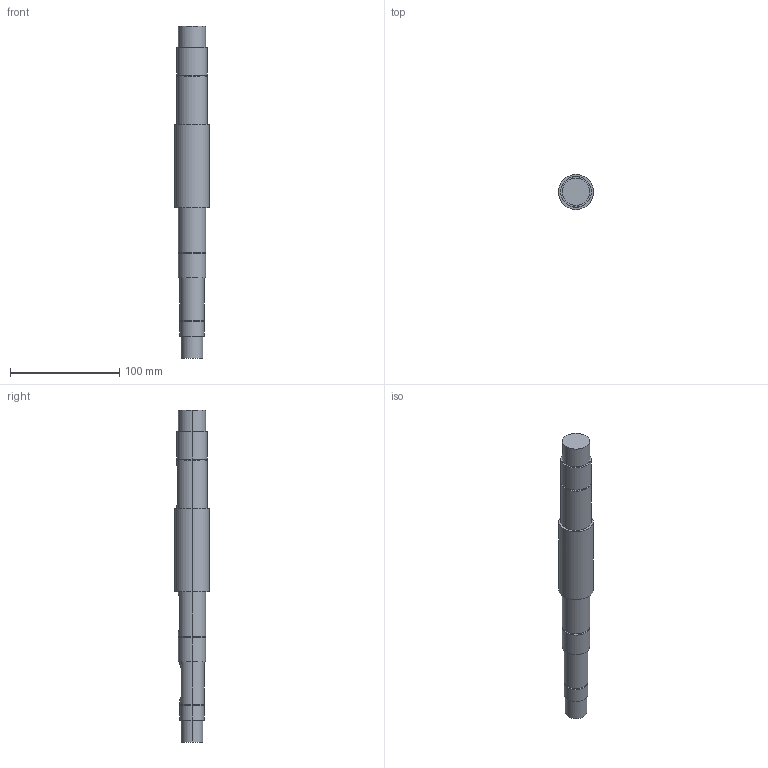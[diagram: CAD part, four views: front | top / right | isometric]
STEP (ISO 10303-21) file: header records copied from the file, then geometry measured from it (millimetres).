
FILE_DESCRIPTION (( 'STEP AP203' ), '1' );
FILE_NAME ('shaft2.STEP', '2022-12-31T18:27:56', ( '' ), ( '' ), 'SwSTEP 2.0', 'SolidWorks 2021', '' );
FILE_SCHEMA (( 'CONFIG_CONTROL_DESIGN' ));
Length unit declared in the file: millimetre
Products named in the file (1): shaft2
Bounding box: 32 x 32 x 303.5 mm (x, y, z)
Volume: 166010.6 mm3; surface area: 28936.9 mm2
Topology: 1 solids, 1 shells, 55 faces, 117 edges, 78 vertices
Faces by surface type: cylinder 33, plane 22
Entity records: 1784 total; most frequent: CARTESIAN_POINT 468, DIRECTION 277, ORIENTED_EDGE 234, EDGE_CURVE 117, AXIS2_PLACEMENT_3D 113, VERTEX_POINT 78, EDGE_LOOP 69, CIRCLE 57
